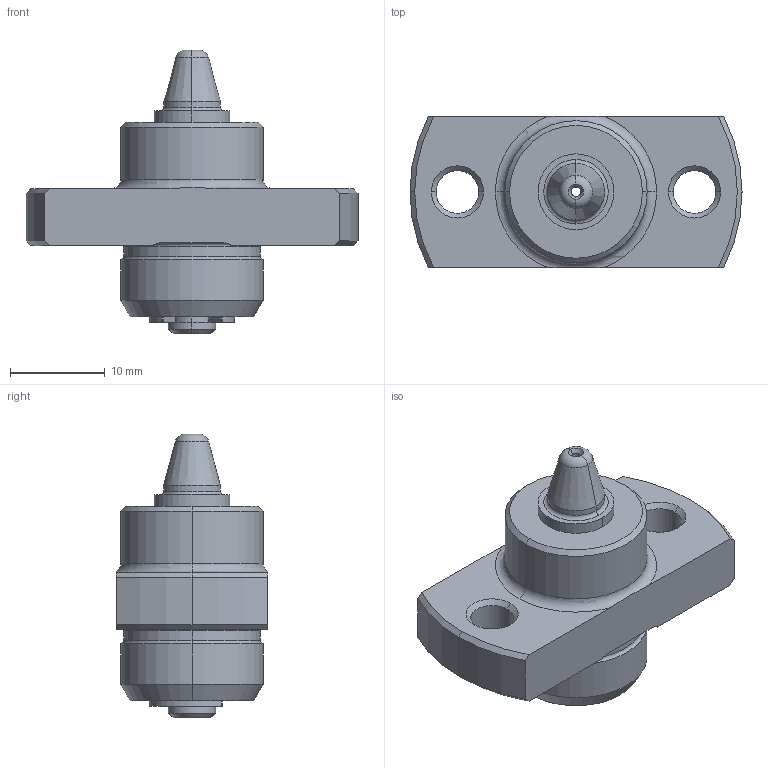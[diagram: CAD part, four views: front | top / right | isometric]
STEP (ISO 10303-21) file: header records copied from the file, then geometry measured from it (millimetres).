
FILE_DESCRIPTION (( 'STEP AP203' ), '1' );
FILE_NAME ('cp710-04015a.STEP', '2021-10-25T23:53:34', ( '' ), ( '' ), 'SwSTEP 2.0', 'SolidWorks 2020', '' );
FILE_SCHEMA (( 'CONFIG_CONTROL_DESIGN' ));
Length unit declared in the file: millimetre
Products named in the file (3): cp710-04015a; cp710-04015a_01; cp710-04015a_02
Assembly tree (2 placements, depth 2):
  cp710-04015a
    cp710-04015a_01
    cp710-04015a_02
Bounding box: 35 x 16 x 29.91 mm (x, y, z)
Volume: 5152.1 mm3; surface area: 3745.2 mm2
Topology: 2 solids, 2 shells, 120 faces, 295 edges, 179 vertices
Faces by surface type: cylinder 46, cone 30, plane 27, torus 17
Entity records: 3934 total; most frequent: DIRECTION 695, CARTESIAN_POINT 673, ORIENTED_EDGE 590, EDGE_CURVE 295, AXIS2_PLACEMENT_3D 289, VERTEX_POINT 179, CIRCLE 164, EDGE_LOOP 132
